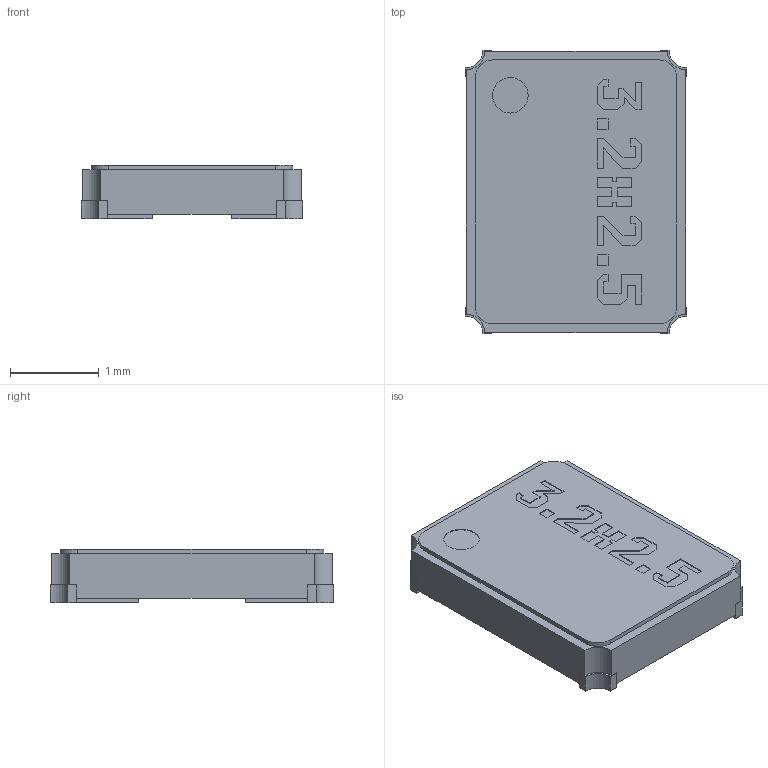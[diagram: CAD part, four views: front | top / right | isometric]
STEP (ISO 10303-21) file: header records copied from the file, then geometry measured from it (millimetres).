
FILE_DESCRIPTION(/* description */ ('model of Crystal_3.2x2.5x1.0'),/* implementation_level */ '2;1');
FILE_NAME(/* name */ 'Crystal_3.2x2.5x1.0.stp',/* time_stamp */ '2016-02-14T15:24:52',/* author */ ('Joan The Spark',''),/* organization */ (''),/* preprocessor_version */ '',/* originating_system */ '',/* authorisation */ '');
FILE_SCHEMA (('AUTOMOTIVE_DESIGN { 1 0 10303 214 3 1 1 }'));
Length unit declared in the file: millimetre
Products named in the file (1): Crystal_3.2x2.5x1.0
Bounding box: 2.5 x 3.2 x 0.6 mm (x, y, z)
Volume: 4.3 mm3; surface area: 22.4 mm2
Topology: 1 solids, 1 shells, 166 faces, 465 edges, 310 vertices
Faces by surface type: plane 145, cylinder 21
Full cylindrical faces by diameter (mm): 0.4 x1
Entity records: 5434 total; most frequent: CARTESIAN_POINT 941, ORIENTED_EDGE 928, DIRECTION 848, EDGE_CURVE 464, LINE 414, VECTOR 414, VERTEX_POINT 310, AXIS2_PLACEMENT_3D 217
